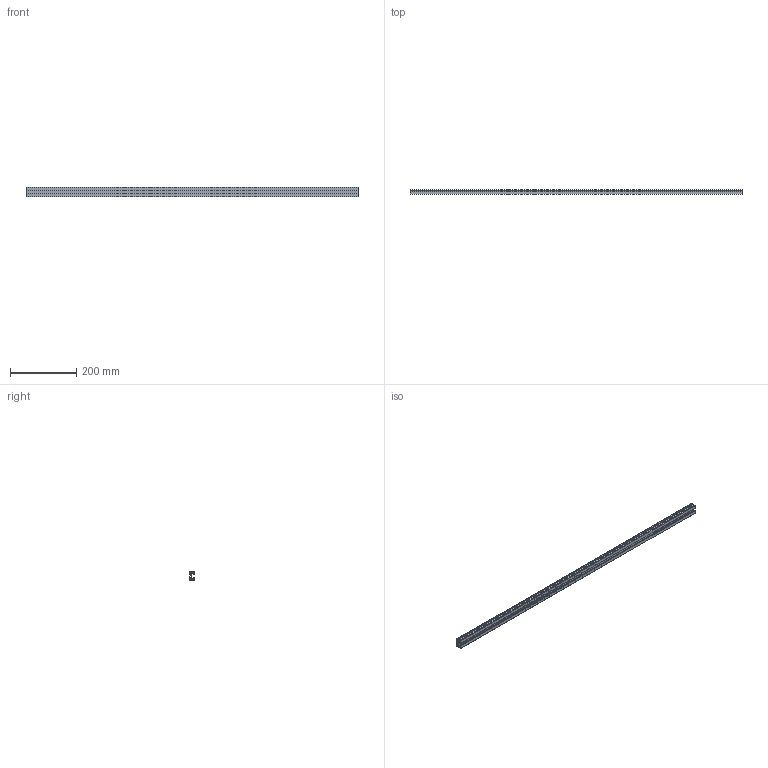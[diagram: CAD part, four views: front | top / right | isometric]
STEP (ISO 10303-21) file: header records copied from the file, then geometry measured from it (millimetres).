
FILE_DESCRIPTION(('STEP AP214'),'1');
FILE_NAME('cctmp_48CE6326-6CED-44AA-98FF-5942C830FC73_2020_1_20_11_25_49_870..stp','2020-01-20T10:25:49',('Bosch Rexroth AG'),('CADClick - www.CADClick.com'),'Spatial InterOp 3D',' ','unknown authorization - (Healing Option Enabled)');
FILE_SCHEMA(('AUTOMOTIVE_DESIGN'));
Length unit declared in the file: millimetre
Products named in the file (1): 2020_01_20__11-25-49-869
Bounding box: 1000 x 15 x 30 mm (x, y, z)
Volume: 202605.9 mm3; surface area: 204272.8 mm2
Topology: 1 solids, 1 shells, 56 faces, 162 edges, 108 vertices
Faces by surface type: plane 46, cylinder 10
Entity records: 2302 total; most frequent: CARTESIAN_POINT 327, ORIENTED_EDGE 324, DIRECTION 296, EDGE_CURVE 162, LINE 142, VECTOR 142, VERTEX_POINT 108, AXIS2_PLACEMENT_3D 77
